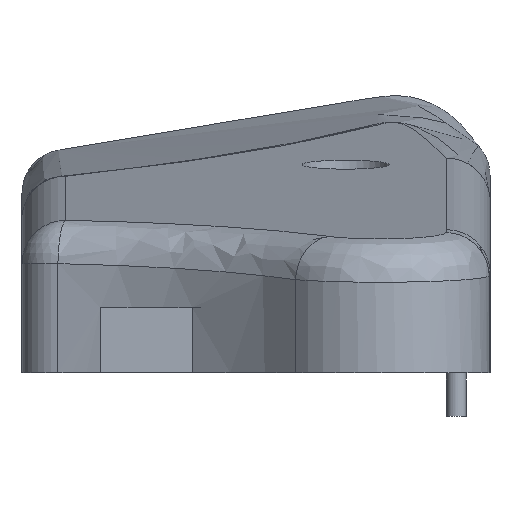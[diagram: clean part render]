
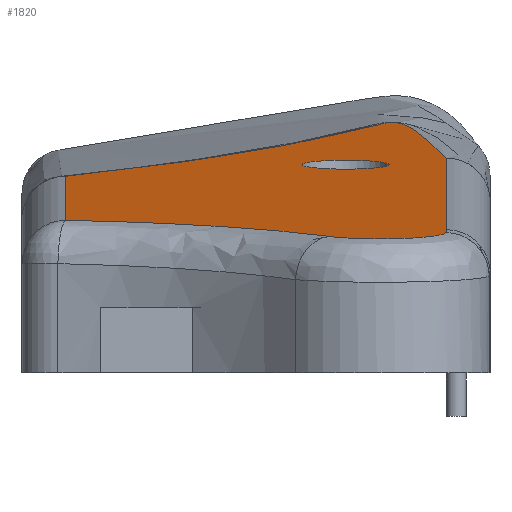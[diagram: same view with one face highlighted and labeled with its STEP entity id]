
A CAD part, front view. The second image highlights one B-rep face of the part: STEP entity #1820.
In plain terms, the highlighted planar face has unit normal (0, -0.102, 0.995).
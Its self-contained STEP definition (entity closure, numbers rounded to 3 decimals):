
#40=ELLIPSE('',#1879,2.01,2.);
#43=ELLIPSE('',#1948,25.13,25.);
#45=ELLIPSE('',#1951,3.016,3.);
#47=ELLIPSE('',#1954,20.104,20.);
#52=FACE_BOUND('',#322,.T.);
#79=PLANE('',#1969);
#137=B_SPLINE_CURVE_WITH_KNOTS('',3,(#3730,#3731,#3732,#3733,#3734,#3735,
#3736,#3737,#3738,#3739,#3740,#3741,#3742,#3743,#3744,#3745,#3746,#3747,
#3748,#3749,#3750,#3751,#3752,#3753,#3754,#3755,#3756,#3757,#3758,#3759,
#3760,#3761,#3762,#3763,#3764,#3765),.UNSPECIFIED.,.F.,.F.,(4,1,1,1,1,1,
1,1,1,1,1,1,1,1,2,1,1,1,1,1,1,1,1,1,1,1,1,1,1,1,2,4),(0.262,
1.381,2.221,2.361,2.431,2.501,
2.641,2.781,2.921,2.938,2.955,
2.99,3.025,3.043,3.06,3.093,
3.126,3.142,3.159,3.192,3.224,
3.257,3.274,3.29,3.323,3.454,
3.585,3.848,4.11,4.241,4.372,
4.777),.UNSPECIFIED.);
#214=FACE_OUTER_BOUND('',#321,.T.);
#321=EDGE_LOOP('',(#1550,#1551,#1552,#1553,#1554,#1555));
#322=EDGE_LOOP('',(#1556));
#473=LINE('',#3223,#639);
#474=LINE('',#3843,#640);
#639=VECTOR('',#2308,10.);
#640=VECTOR('',#2339,10.);
#783=VERTEX_POINT('',#2592);
#879=VERTEX_POINT('',#3215);
#881=VERTEX_POINT('',#3221);
#882=VERTEX_POINT('',#3244);
#883=VERTEX_POINT('',#3282);
#885=VERTEX_POINT('',#3312);
#890=VERTEX_POINT('',#3580);
#964=EDGE_CURVE('',#783,#783,#40,.T.);
#1108=EDGE_CURVE('',#879,#881,#473,.T.);
#1110=EDGE_CURVE('',#881,#882,#43,.T.);
#1113=EDGE_CURVE('',#882,#883,#45,.T.);
#1116=EDGE_CURVE('',#883,#885,#47,.T.);
#1126=EDGE_CURVE('',#890,#879,#137,.T.);
#1133=EDGE_CURVE('',#885,#890,#474,.T.);
#1550=ORIENTED_EDGE('',*,*,#1108,.F.);
#1551=ORIENTED_EDGE('',*,*,#1126,.F.);
#1552=ORIENTED_EDGE('',*,*,#1133,.F.);
#1553=ORIENTED_EDGE('',*,*,#1116,.F.);
#1554=ORIENTED_EDGE('',*,*,#1113,.F.);
#1555=ORIENTED_EDGE('',*,*,#1110,.F.);
#1556=ORIENTED_EDGE('',*,*,#964,.T.);
#1820=ADVANCED_FACE('',(#214,#52),#79,.F.);
#1879=AXIS2_PLACEMENT_3D('',#2594,#2089,#2090);
#1948=AXIS2_PLACEMENT_3D('',#3246,#2311,#2312);
#1951=AXIS2_PLACEMENT_3D('',#3286,#2317,#2318);
#1954=AXIS2_PLACEMENT_3D('',#3316,#2323,#2324);
#1969=AXIS2_PLACEMENT_3D('',#3859,#2360,#2361);
#2089=DIRECTION('center_axis',(0.,0.102,-0.995));
#2090=DIRECTION('ref_axis',(0.,0.995,0.102));
#2308=DIRECTION('',(0.,-0.995,-0.102));
#2311=DIRECTION('center_axis',(0.,0.102,-0.995));
#2312=DIRECTION('ref_axis',(0.,-0.995,-0.102));
#2317=DIRECTION('center_axis',(0.,0.102,-0.995));
#2318=DIRECTION('ref_axis',(0.,-0.995,-0.102));
#2323=DIRECTION('center_axis',(0.,-0.102,
0.995));
#2324=DIRECTION('ref_axis',(0.,0.995,0.102));
#2339=DIRECTION('',(0.,0.995,0.102));
#2360=DIRECTION('center_axis',(0.,0.102,-0.995));
#2361=DIRECTION('ref_axis',(0.,-0.995,-0.102));
#2592=CARTESIAN_POINT('',(50.366,54.,13.168));
#2594=CARTESIAN_POINT('Origin',(52.366,54.,13.168));
#3215=CARTESIAN_POINT('',(57.,56.909,13.465));
#3221=CARTESIAN_POINT('',(57.,24.796,10.18));
#3223=CARTESIAN_POINT('',(57.,72.386,15.048));
#3244=CARTESIAN_POINT('',(56.966,23.496,10.047));
#3246=CARTESIAN_POINT('Origin',(32.,24.796,10.18));
#3282=CARTESIAN_POINT('',(51.626,21.779,9.872));
#3286=CARTESIAN_POINT('Origin',(53.97,23.652,10.063));
#3312=CARTESIAN_POINT('',(39.5,28.988,10.609));
#3316=CARTESIAN_POINT('Origin',(36.,9.296,8.595));
#3580=CARTESIAN_POINT('',(39.5,48.794,12.635));
#3730=CARTESIAN_POINT('Ctrl Pts',(39.5,48.794,12.635));
#3731=CARTESIAN_POINT('Ctrl Pts',(42.094,51.464,12.908));
#3732=CARTESIAN_POINT('Ctrl Pts',(46.175,56.61,13.435));
#3733=CARTESIAN_POINT('Ctrl Pts',(49.633,62.67,14.054));
#3734=CARTESIAN_POINT('Ctrl Pts',(51.181,65.801,14.375));
#3735=CARTESIAN_POINT('Ctrl Pts',(51.583,66.64,14.46));
#3736=CARTESIAN_POINT('Ctrl Pts',(51.978,67.483,14.547));
#3737=CARTESIAN_POINT('Ctrl Pts',(52.459,68.542,14.655));
#3738=CARTESIAN_POINT('Ctrl Pts',(53.017,69.821,14.786));
#3739=CARTESIAN_POINT('Ctrl Pts',(53.399,70.732,14.879));
#3740=CARTESIAN_POINT('Ctrl Pts',(53.619,71.269,14.934));
#3741=CARTESIAN_POINT('Ctrl Pts',(53.707,71.484,14.956));
#3742=CARTESIAN_POINT('Ctrl Pts',(53.816,71.753,14.983));
#3743=CARTESIAN_POINT('Ctrl Pts',(53.924,72.023,15.011));
#3744=CARTESIAN_POINT('Ctrl Pts',(54.01,72.239,15.033));
#3745=CARTESIAN_POINT('Ctrl Pts',(54.053,72.346,15.044));
#3746=CARTESIAN_POINT('Ctrl Pts',(54.114,72.503,15.06));
#3747=CARTESIAN_POINT('Ctrl Pts',(54.203,72.685,15.079));
#3748=CARTESIAN_POINT('Ctrl Pts',(54.364,72.95,15.106));
#3749=CARTESIAN_POINT('Ctrl Pts',(54.602,72.94,15.105));
#3750=CARTESIAN_POINT('Ctrl Pts',(54.748,72.761,15.087));
#3751=CARTESIAN_POINT('Ctrl Pts',(54.87,72.526,15.063));
#3752=CARTESIAN_POINT('Ctrl Pts',(54.981,72.212,15.03));
#3753=CARTESIAN_POINT('Ctrl Pts',(55.058,71.954,15.004));
#3754=CARTESIAN_POINT('Ctrl Pts',(55.113,71.743,14.982));
#3755=CARTESIAN_POINT('Ctrl Pts',(55.165,71.532,14.961));
#3756=CARTESIAN_POINT('Ctrl Pts',(55.297,70.95,14.901));
#3757=CARTESIAN_POINT('Ctrl Pts',(55.472,69.984,14.803));
#3758=CARTESIAN_POINT('Ctrl Pts',(55.731,68.259,14.626));
#3759=CARTESIAN_POINT('Ctrl Pts',(55.999,66.103,14.405));
#3760=CARTESIAN_POINT('Ctrl Pts',(56.238,63.939,14.184));
#3761=CARTESIAN_POINT('Ctrl Pts',(56.419,62.209,14.007));
#3762=CARTESIAN_POINT('Ctrl Pts',(56.508,61.343,13.919));
#3763=CARTESIAN_POINT('Ctrl Pts',(56.688,59.575,13.738));
#3764=CARTESIAN_POINT('Ctrl Pts',(56.836,58.241,13.601));
#3765=CARTESIAN_POINT('Ctrl Pts',(57.,56.909,13.465));
#3843=CARTESIAN_POINT('',(39.5,92.066,17.061));
#3859=CARTESIAN_POINT('Origin',(59.,87.557,16.6));
